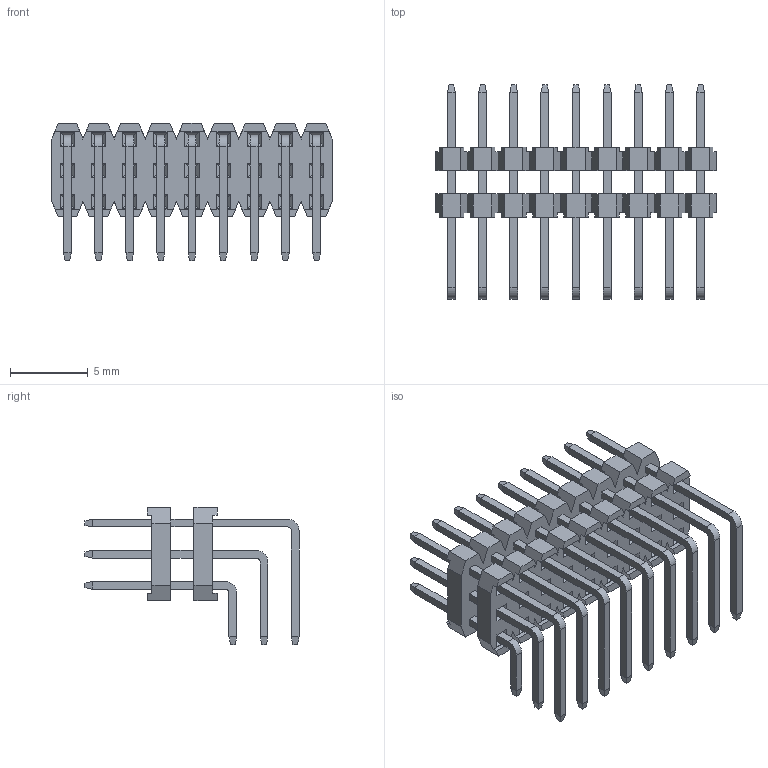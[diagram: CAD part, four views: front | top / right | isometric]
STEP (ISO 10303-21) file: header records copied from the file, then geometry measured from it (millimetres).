
FILE_DESCRIPTION( ('This file contains a STEP AP42 implementation' ,'as created by ZW3D STEP Interface translator.') ,'2;1' );
FILE_NAME( '1215-23XXXXRXXXXXXX(側醱俔)(毀砃).stp' ,'23 322.172049', (''), ('ZWCAD Software Co.'), 'Version 1.0', 'ZW3D to STEP translator', '' );
FILE_SCHEMA(('AUTOMOTIVE_DESIGN { 1 0 10303 214 1 1 1 1 }'));
Length unit declared in the file: millimetre
Products named in the file (2): 0; 1215-2320XXR131XXXX(側醱俔)(毀砃)
Bounding box: 18 x 13.75 x 8.8 mm (x, y, z)
Volume: 342.8 mm3; surface area: 1618 mm2
Topology: 29 solids, 29 shells, 1106 faces, 2712 edges, 1664 vertices
Faces by surface type: plane 1052, cylinder 54
Entity records: 32691 total; most frequent: CARTESIAN_POINT 5483, ORIENTED_EDGE 5424, DIRECTION 5034, EDGE_CURVE 2712, VECTOR 2604, LINE 2604, VERTEX_POINT 1664, AXIS2_PLACEMENT_3D 1215
